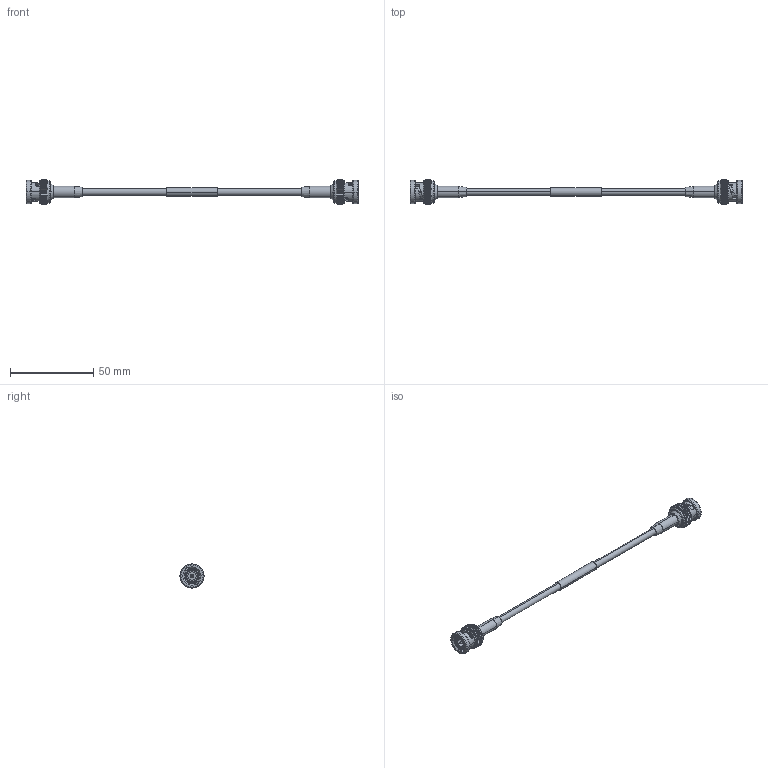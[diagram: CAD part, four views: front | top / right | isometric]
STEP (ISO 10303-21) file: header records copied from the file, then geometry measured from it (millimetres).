
FILE_DESCRIPTION (( 'STEP AP214' ), '1' );
FILE_NAME ('FMC0808058_3D.step', '2025-01-24T00:05:24', ( '' ), ( '' ), 'SwSTEP 2.0', 'SolidWorks 2022', '' );
FILE_SCHEMA (( 'AUTOMOTIVE_DESIGN' ));
Length unit declared in the file: inch
Products named in the file (5): SP13849-MA1; RG58U_6"; FMC0808058_3D; PE4016 ¦ SC6025; 1AW01-003^FMC0808058_.197 ID
Assembly tree (6 placements, depth 2):
  FMC0808058_3D
    RG58U_6"
    PE4016 ¦ SC6025  x2
    SP13849-MA1  x2
    1AW01-003^FMC0808058_.197 ID
Bounding box: 199.59 x 14.46 x 14.46 mm (x, y, z)
Volume: 5484.5 mm3; surface area: 10157.7 mm2
Topology: 10 solids, 10 shells, 960 faces, 2192 edges, 1278 vertices
Faces by surface type: plane 338, cone 310, cylinder 284, bspline 24, sphere 4
Entity records: 15456 total; most frequent: CARTESIAN_POINT 4482, ORIENTED_EDGE 2210, DIRECTION 2169, EDGE_CURVE 1105, AXIS2_PLACEMENT_3D 910, VERTEX_POINT 645, EDGE_LOOP 510, FACE_OUTER_BOUND 485
